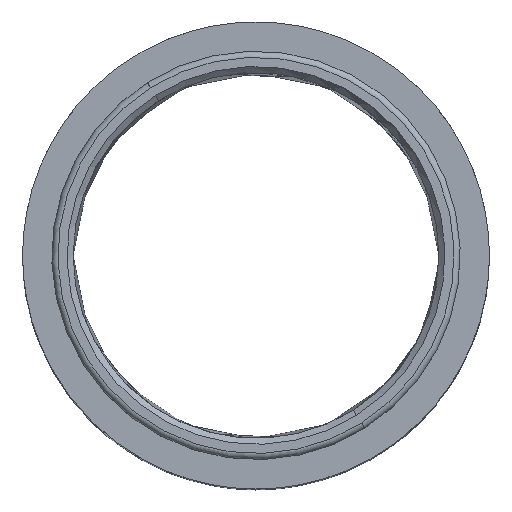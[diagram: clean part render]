
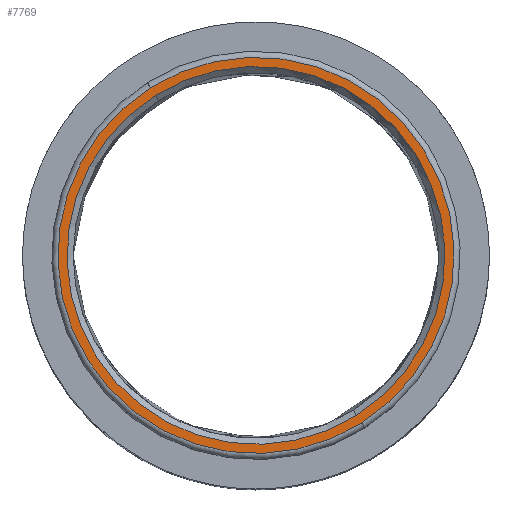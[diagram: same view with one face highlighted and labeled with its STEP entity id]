
A CAD part, top view. The second image highlights one B-rep face of the part: STEP entity #7769.
In plain terms, the highlighted planar face has unit normal (0, 0, 1).
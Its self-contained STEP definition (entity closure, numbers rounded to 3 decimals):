
#264 = EDGE_CURVE ( 'NONE', #3637, #22217, #18422, .T. ) ;
#330 = DIRECTION ( 'NONE',  ( 1., 0., 0. ) ) ;
#1677 = CIRCLE ( 'NONE', #6393, 310. ) ;
#2437 = VERTEX_POINT ( 'NONE', #21818 ) ;
#3097 = AXIS2_PLACEMENT_3D ( 'NONE', #5454, #10936, #12654 ) ;
#3205 = DIRECTION ( 'NONE',  ( -0.533, 0.846, 0. ) ) ;
#3294 = DIRECTION ( 'NONE',  ( 0., 0., -1. ) ) ;
#3449 = EDGE_CURVE ( 'NONE', #2437, #8334, #1677, .T. ) ;
#3637 = VERTEX_POINT ( 'NONE', #13237 ) ;
#5343 = CARTESIAN_POINT ( 'NONE',  ( 0., 0., 1000. ) ) ;
#5344 = DIRECTION ( 'NONE',  ( 0., 0., 1. ) ) ;
#5454 = CARTESIAN_POINT ( 'NONE',  ( 0., 0., 1000. ) ) ;
#5662 = AXIS2_PLACEMENT_3D ( 'NONE', #17885, #5344, #330 ) ;
#5669 = FACE_OUTER_BOUND ( 'NONE', #12445, .T. ) ;
#5690 = AXIS2_PLACEMENT_3D ( 'NONE', #12819, #16707, #7790 ) ;
#6028 = AXIS2_PLACEMENT_3D ( 'NONE', #5343, #3294, #8440 ) ;
#6393 = AXIS2_PLACEMENT_3D ( 'NONE', #7768, #15640, #3205 ) ;
#6515 = ORIENTED_EDGE ( 'NONE', *, *, #3449, .T. ) ;
#7175 = ORIENTED_EDGE ( 'NONE', *, *, #264, .F. ) ;
#7768 = CARTESIAN_POINT ( 'NONE',  ( 0., 0., 1000. ) ) ;
#7769 = ADVANCED_FACE ( 'NONE', ( #21291, #5669 ), #19597, .T. ) ;
#7790 = DIRECTION ( 'NONE',  ( -0.533, 0.846, 0. ) ) ;
#7977 = ORIENTED_EDGE ( 'NONE', *, *, #15589, .F. ) ;
#8334 = VERTEX_POINT ( 'NONE', #22429 ) ;
#8440 = DIRECTION ( 'NONE',  ( -0.533, 0.846, 0. ) ) ;
#9469 = EDGE_LOOP ( 'NONE', ( #16120, #6515 ) ) ;
#9557 = EDGE_CURVE ( 'NONE', #8334, #2437, #12274, .T. ) ;
#10936 = DIRECTION ( 'NONE',  ( 0., 0., -1. ) ) ;
#11897 = CIRCLE ( 'NONE', #6028, 325. ) ;
#12274 = CIRCLE ( 'NONE', #5690, 310. ) ;
#12445 = EDGE_LOOP ( 'NONE', ( #7175, #7977 ) ) ;
#12654 = DIRECTION ( 'NONE',  ( -0.533, 0.846, 0. ) ) ;
#12819 = CARTESIAN_POINT ( 'NONE',  ( 0., 0., 1000. ) ) ;
#13237 = CARTESIAN_POINT ( 'NONE',  ( -173.071, 275.085, 1000. ) ) ;
#13460 = CARTESIAN_POINT ( 'NONE',  ( 173.071, -275.085, 1000. ) ) ;
#15589 = EDGE_CURVE ( 'NONE', #22217, #3637, #11897, .T. ) ;
#15640 = DIRECTION ( 'NONE',  ( 0., 0., -1. ) ) ;
#16120 = ORIENTED_EDGE ( 'NONE', *, *, #9557, .T. ) ;
#16707 = DIRECTION ( 'NONE',  ( 0., 0., -1. ) ) ;
#17885 = CARTESIAN_POINT ( 'NONE',  ( 0., 0., 1000. ) ) ;
#18422 = CIRCLE ( 'NONE', #3097, 325. ) ;
#19597 = PLANE ( 'NONE',  #5662 ) ;
#21291 = FACE_BOUND ( 'NONE', #9469, .T. ) ;
#21818 = CARTESIAN_POINT ( 'NONE',  ( -165.083, 262.388, 1000. ) ) ;
#22217 = VERTEX_POINT ( 'NONE', #13460 ) ;
#22429 = CARTESIAN_POINT ( 'NONE',  ( 165.083, -262.388, 1000. ) ) ;
